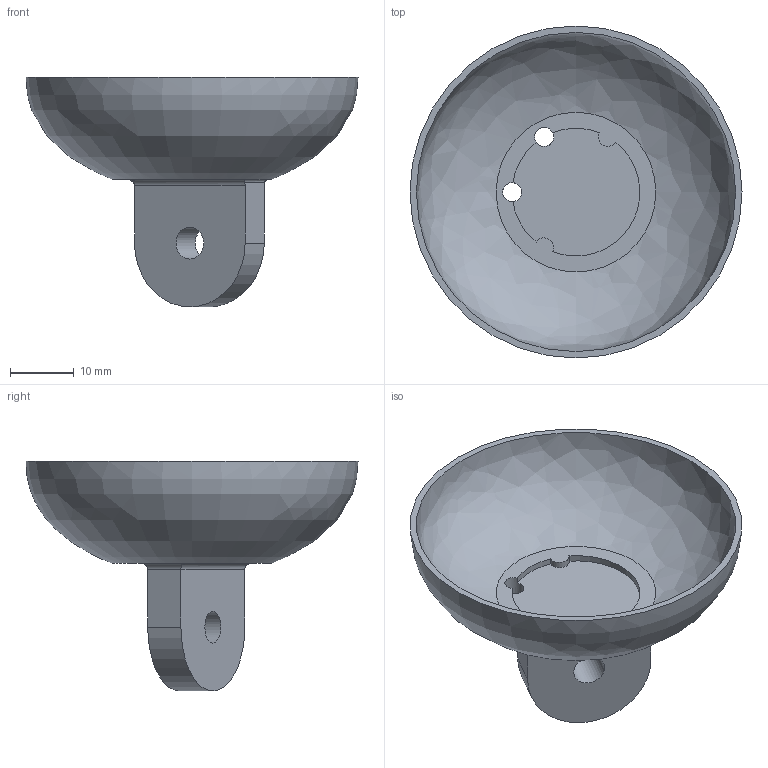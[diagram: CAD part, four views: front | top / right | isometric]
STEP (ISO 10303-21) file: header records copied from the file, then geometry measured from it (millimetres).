
FILE_DESCRIPTION(/* description */ (''),/* implementation_level */ '2;1');
FILE_NAME(/* name */ 'lanterne.step',/* time_stamp */ '2020-12-02T12:34:10+03:00',/* author */ (''),/* organization */ (''),/* preprocessor_version */ 'ST-DEVELOPER v18.1',/* originating_system */ 'Autodesk Translation Framework v9.3.0.1241',/* authorisation */ '');
FILE_SCHEMA (('AUTOMOTIVE_DESIGN { 1 0 10303 214 3 1 1 }'));
Length unit declared in the file: millimetre
Products named in the file (1): lanterne
Bounding box: 52 x 52 x 36 mm (x, y, z)
Volume: 7326.8 mm3; surface area: 7633.6 mm2
Topology: 1 solids, 1 shells, 24 faces, 67 edges, 44 vertices
Faces by surface type: cylinder 14, plane 8, bspline 2
Full cylindrical faces by diameter (mm): 3 x2, 5 x1
Entity records: 1054 total; most frequent: CARTESIAN_POINT 382, DIRECTION 139, ORIENTED_EDGE 134, EDGE_CURVE 67, AXIS2_PLACEMENT_3D 57, VERTEX_POINT 44, CIRCLE 32, EDGE_LOOP 29
